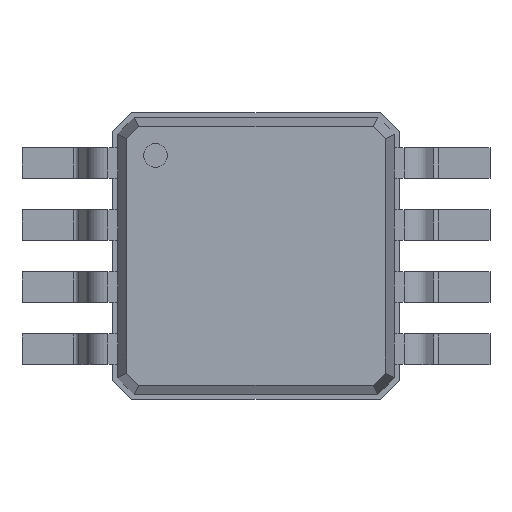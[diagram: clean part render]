
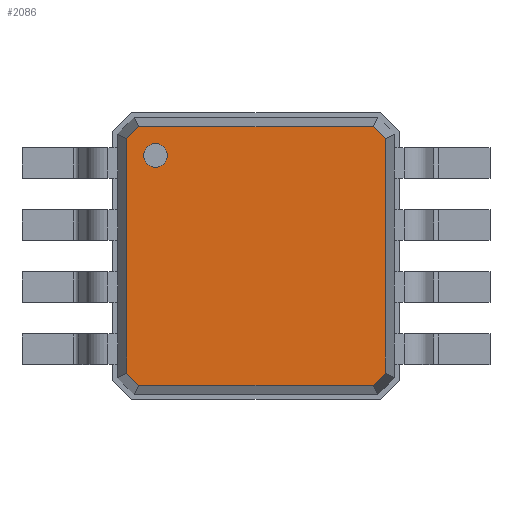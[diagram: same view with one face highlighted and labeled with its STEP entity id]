
A CAD part, top view. The second image highlights one B-rep face of the part: STEP entity #2086.
In plain terms, the highlighted planar face has unit normal (0, 0, 1).
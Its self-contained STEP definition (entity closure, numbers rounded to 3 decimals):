
#27=VECTOR('',#28,1.);
#28=DIRECTION('',(1.,0.,0.));
#51=VECTOR('',#52,1.);
#52=DIRECTION('',(0.707,-0.707,0.));
#58=VECTOR('',#59,1.);
#59=DIRECTION('',(0.,-1.,0.));
#65=VECTOR('',#66,1.);
#66=DIRECTION('',(-0.707,-0.707,0.));
#72=VECTOR('',#73,1.);
#73=DIRECTION('',(-1.,0.,0.));
#79=VECTOR('',#80,1.);
#80=DIRECTION('',(-0.707,0.707,0.));
#86=VECTOR('',#87,1.);
#87=DIRECTION('',(0.,1.,0.));
#91=VECTOR('',#92,1.);
#92=DIRECTION('',(0.707,0.707,0.));
#758=DIRECTION('',(0.,0.,-1.));
#793=VERTEX_POINT('',#794);
#794=CARTESIAN_POINT('',(-1.352,1.226,1.35));
#797=EDGE_CURVE('',#798,#793,#800,.T.);
#798=VERTEX_POINT('',#799);
#799=CARTESIAN_POINT('',(-1.352,-1.226,1.35));
#800=LINE('',#799,#86);
#811=VERTEX_POINT('',#812);
#812=CARTESIAN_POINT('',(-1.226,1.352,1.35));
#815=EDGE_CURVE('',#793,#811,#816,.T.);
#816=LINE('',#794,#91);
#825=VERTEX_POINT('',#826);
#826=CARTESIAN_POINT('',(1.226,1.352,1.35));
#829=EDGE_CURVE('',#811,#825,#830,.T.);
#830=LINE('',#812,#27);
#839=VERTEX_POINT('',#840);
#840=CARTESIAN_POINT('',(1.352,1.226,1.35));
#843=EDGE_CURVE('',#825,#839,#844,.T.);
#844=LINE('',#826,#51);
#885=VERTEX_POINT('',#886);
#886=CARTESIAN_POINT('',(1.352,-1.226,1.35));
#889=EDGE_CURVE('',#839,#885,#890,.T.);
#890=LINE('',#840,#58);
#2086=ADVANCED_FACE('',(#2087,#2107),#2117,.F.);
#2087=FACE_BOUND('',#2088,.F.);
#2088=EDGE_LOOP('',(#2089,#2090,#2091,#2092,#2097,#2102,#2105,#2106));
#2089=ORIENTED_EDGE('',*,*,#829,.T.);
#2090=ORIENTED_EDGE('',*,*,#843,.T.);
#2091=ORIENTED_EDGE('',*,*,#889,.T.);
#2092=ORIENTED_EDGE('',*,*,#2093,.T.);
#2093=EDGE_CURVE('',#885,#2094,#2096,.T.);
#2094=VERTEX_POINT('',#2095);
#2095=CARTESIAN_POINT('',(1.226,-1.352,1.35));
#2096=LINE('',#886,#65);
#2097=ORIENTED_EDGE('',*,*,#2098,.T.);
#2098=EDGE_CURVE('',#2094,#2099,#2101,.T.);
#2099=VERTEX_POINT('',#2100);
#2100=CARTESIAN_POINT('',(-1.226,-1.352,1.35));
#2101=LINE('',#2095,#72);
#2102=ORIENTED_EDGE('',*,*,#2103,.T.);
#2103=EDGE_CURVE('',#2099,#798,#2104,.T.);
#2104=LINE('',#2100,#79);
#2105=ORIENTED_EDGE('',*,*,#797,.T.);
#2106=ORIENTED_EDGE('',*,*,#815,.T.);
#2107=FACE_BOUND('',#2108,.F.);
#2108=EDGE_LOOP('',(#2109));
#2109=ORIENTED_EDGE('',*,*,#2110,.F.);
#2110=EDGE_CURVE('',#2111,#2111,#2113,.T.);
#2111=VERTEX_POINT('',#2112);
#2112=CARTESIAN_POINT('',(-1.052,0.927,1.35));
#2113=CIRCLE('',#2114,0.125);
#2114=AXIS2_PLACEMENT_3D('',#2115,#2116,#59);
#2115=CARTESIAN_POINT('',(-1.052,1.052,1.35));
#2116=DIRECTION('',(0.,-0.,-1.));
#2117=PLANE('',#2118);
#2118=AXIS2_PLACEMENT_3D('',#812,#758,#2119);
#2119=DIRECTION('',(0.672,-0.741,0.));
